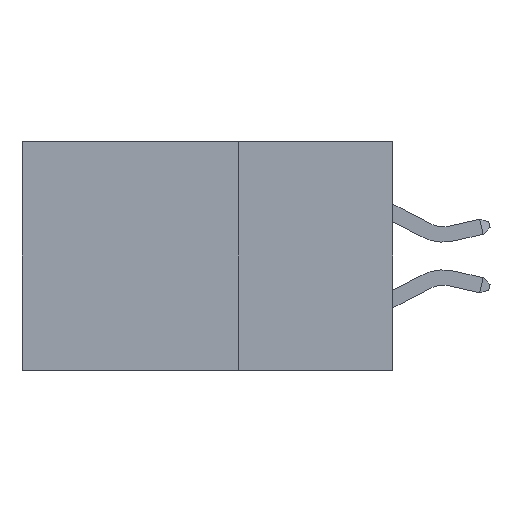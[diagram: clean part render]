
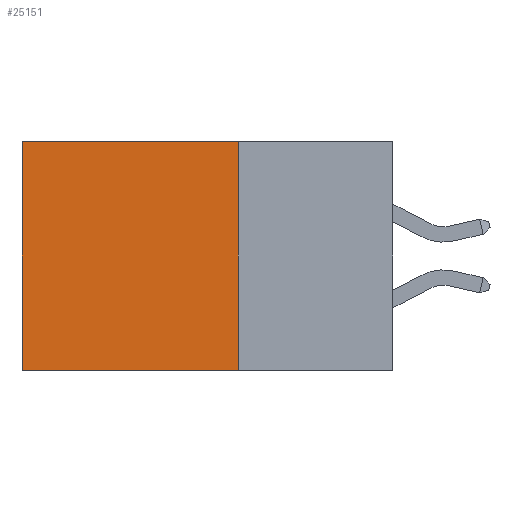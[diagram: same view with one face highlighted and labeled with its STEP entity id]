
A CAD part, left-side view. The second image highlights one B-rep face of the part: STEP entity #25151.
In plain terms, the highlighted planar face has unit normal (-1, 0, 0).
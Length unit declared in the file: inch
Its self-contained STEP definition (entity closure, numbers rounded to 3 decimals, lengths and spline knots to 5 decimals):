
#477 = VECTOR ( 'NONE', #25255, 39.37008 ) ;
#672 = CARTESIAN_POINT ( 'NONE',  ( 0.2875, 0.25, 0. ) ) ;
#924 = EDGE_CURVE ( 'NONE', #2513, #12392, #18882, .T. ) ;
#2513 = VERTEX_POINT ( 'NONE', #13420 ) ;
#2950 = CARTESIAN_POINT ( 'NONE',  ( 0.2875, 0.6, 0. ) ) ;
#3641 = FACE_OUTER_BOUND ( 'NONE', #9679, .T. ) ;
#3757 = DIRECTION ( 'NONE',  ( 0., 0., -1. ) ) ;
#4918 = EDGE_CURVE ( 'NONE', #12204, #25156, #11575, .T. ) ;
#5600 = CARTESIAN_POINT ( 'NONE',  ( 0.2875, 0.25, -0.37 ) ) ;
#7717 = PLANE ( 'NONE',  #8172 ) ;
#8172 = AXIS2_PLACEMENT_3D ( 'NONE', #27387, #22307, #33601 ) ;
#9559 = ORIENTED_EDGE ( 'NONE', *, *, #29008, .T. ) ;
#9679 = EDGE_LOOP ( 'NONE', ( #9559, #10171, #14056, #35627 ) ) ;
#9916 = LINE ( 'NONE', #2950, #16513 ) ;
#10171 = ORIENTED_EDGE ( 'NONE', *, *, #924, .F. ) ;
#10669 = CARTESIAN_POINT ( 'NONE',  ( 0.2875, 0.6, 0. ) ) ;
#11310 = DIRECTION ( 'NONE',  ( 0., 0., -1. ) ) ;
#11575 = LINE ( 'NONE', #672, #24305 ) ;
#12204 = VERTEX_POINT ( 'NONE', #31445 ) ;
#12392 = VERTEX_POINT ( 'NONE', #33598 ) ;
#13420 = CARTESIAN_POINT ( 'NONE',  ( 0.2875, 0.25, -0.37 ) ) ;
#14056 = ORIENTED_EDGE ( 'NONE', *, *, #17503, .F. ) ;
#14165 = LINE ( 'NONE', #23381, #31742 ) ;
#16513 = VECTOR ( 'NONE', #11310, 39.37008 ) ;
#17503 = EDGE_CURVE ( 'NONE', #12204, #2513, #14165, .T. ) ;
#18882 = LINE ( 'NONE', #5600, #477 ) ;
#22307 = DIRECTION ( 'NONE',  ( 1., 0., 0. ) ) ;
#23381 = CARTESIAN_POINT ( 'NONE',  ( 0.2875, 0.25, 0. ) ) ;
#24305 = VECTOR ( 'NONE', #26060, 39.37008 ) ;
#25151 = ADVANCED_FACE ( 'NONE', ( #3641 ), #7717, .F. ) ;
#25156 = VERTEX_POINT ( 'NONE', #10669 ) ;
#25255 = DIRECTION ( 'NONE',  ( 0., 1., 0. ) ) ;
#26060 = DIRECTION ( 'NONE',  ( 0., 1., 0. ) ) ;
#27387 = CARTESIAN_POINT ( 'NONE',  ( 0.2875, 0.25, 0. ) ) ;
#29008 = EDGE_CURVE ( 'NONE', #25156, #12392, #9916, .T. ) ;
#31445 = CARTESIAN_POINT ( 'NONE',  ( 0.2875, 0.25, 0. ) ) ;
#31742 = VECTOR ( 'NONE', #3757, 39.37008 ) ;
#33598 = CARTESIAN_POINT ( 'NONE',  ( 0.2875, 0.6, -0.37 ) ) ;
#33601 = DIRECTION ( 'NONE',  ( 0., 0., -1. ) ) ;
#35627 = ORIENTED_EDGE ( 'NONE', *, *, #4918, .T. ) ;
